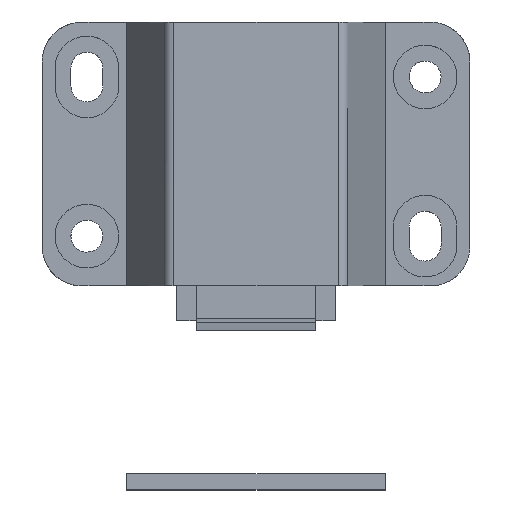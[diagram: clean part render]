
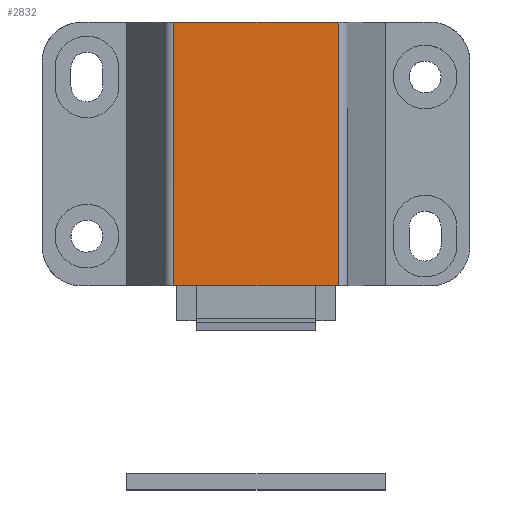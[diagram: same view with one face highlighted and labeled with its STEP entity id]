
A CAD part, top view. The second image highlights one B-rep face of the part: STEP entity #2832.
In plain terms, the highlighted free-form (B-spline) face has degree [1, 1] with [2, 2] control points.
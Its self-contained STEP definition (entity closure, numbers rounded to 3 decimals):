
#1900=CARTESIAN_POINT('',(-8.274,0.,17.8));
#1901=VERTEX_POINT('',#1900);
#1920=CARTESIAN_POINT('',(-8.274,-26.5,17.8));
#1921=VERTEX_POINT('',#1920);
#1933=CARTESIAN_POINT('',(-8.274,0.,17.8));
#1934=CARTESIAN_POINT('',(-8.274,-26.5,17.8));
#1935=QUASI_UNIFORM_CURVE('',1,(#1933,#1934),.UNSPECIFIED.,.F.,.U.);
#1936=EDGE_CURVE('',#1901,#1921,#1935,.T.);
#1955=CARTESIAN_POINT('',(8.274,0.,17.8));
#1956=VERTEX_POINT('',#1955);
#1970=CARTESIAN_POINT('',(8.274,-26.5,17.8));
#1971=VERTEX_POINT('',#1970);
#1972=CARTESIAN_POINT('',(8.274,-26.5,17.8));
#1973=CARTESIAN_POINT('',(8.274,0.,17.8));
#1974=QUASI_UNIFORM_CURVE('',1,(#1972,#1973),.UNSPECIFIED.,.F.,.U.);
#1975=EDGE_CURVE('',#1971,#1956,#1974,.T.);
#2813=CARTESIAN_POINT('',(-9.1,-27.824,17.8));
#2814=CARTESIAN_POINT('',(9.1,-27.824,17.8));
#2815=CARTESIAN_POINT('',(-9.1,1.324,17.8));
#2816=CARTESIAN_POINT('',(9.1,1.324,17.8));
#2817=B_SPLINE_SURFACE_WITH_KNOTS('',1,1,((#2813,#2815),(#2814,#2816)),.UNSPECIFIED.,.F.,.F.,.U.,(2,2),(2,2),(0.0,18.2),(0.0,29.147),.UNSPECIFIED.);
#2818=CARTESIAN_POINT('',(8.274,-26.5,17.8));
#2819=CARTESIAN_POINT('',(-8.274,-26.5,17.8));
#2820=QUASI_UNIFORM_CURVE('',1,(#2818,#2819),.UNSPECIFIED.,.F.,.U.);
#2821=EDGE_CURVE('',#1971,#1921,#2820,.T.);
#2822=ORIENTED_EDGE('',*,*,#2821,.F.);
#2823=ORIENTED_EDGE('',*,*,#1975,.T.);
#2824=CARTESIAN_POINT('',(8.274,0.,17.8));
#2825=CARTESIAN_POINT('',(-8.274,0.,17.8));
#2826=QUASI_UNIFORM_CURVE('',1,(#2824,#2825),.UNSPECIFIED.,.F.,.U.);
#2827=EDGE_CURVE('',#1956,#1901,#2826,.T.);
#2828=ORIENTED_EDGE('',*,*,#2827,.T.);
#2829=ORIENTED_EDGE('',*,*,#1936,.T.);
#2830=EDGE_LOOP('',(#2822,#2823,#2828,#2829));
#2831=FACE_OUTER_BOUND('',#2830,.T.);
#2832=ADVANCED_FACE('',(#2831),#2817,.T.);
